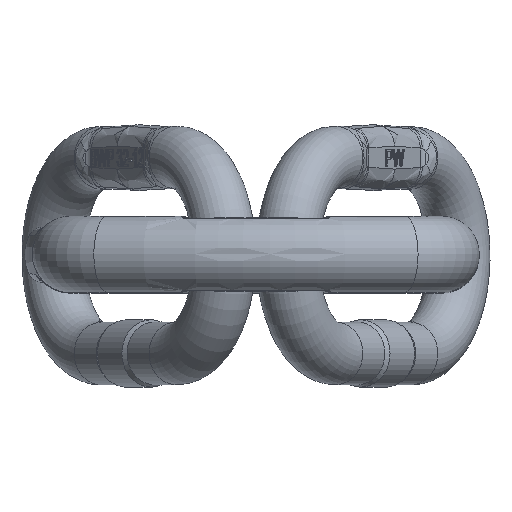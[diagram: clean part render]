
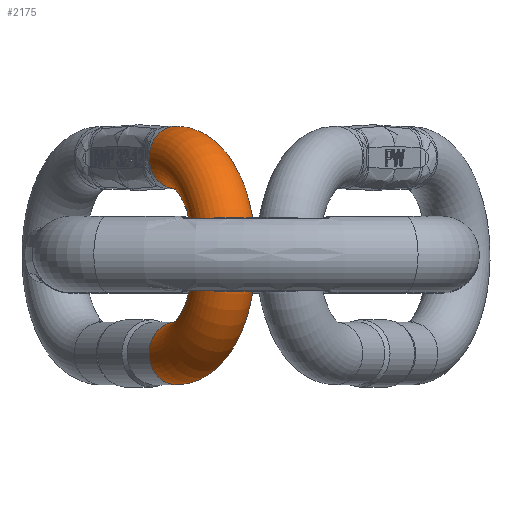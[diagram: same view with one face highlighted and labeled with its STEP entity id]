
A CAD part, top view. The second image highlights one B-rep face of the part: STEP entity #2175.
In plain terms, the highlighted toroidal (fillet/blend) face has major radius 51.5 mm and minor radius 16.5 mm.
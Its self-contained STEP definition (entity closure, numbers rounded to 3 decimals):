
#2175=ADVANCED_FACE('',(#3075,#3076),#2331,.T.);
#2331=TOROIDAL_SURFACE('',#7905,51.5,16.5);
#3075=FACE_BOUND('',#3435,.T.);
#3076=FACE_BOUND('',#3436,.T.);
#3435=EDGE_LOOP('',(#5135));
#3436=EDGE_LOOP('',(#5136));
#5135=ORIENTED_EDGE('',*,*,#7302,.F.);
#5136=ORIENTED_EDGE('',*,*,#7306,.T.);
#6340=VERTEX_POINT('',#15694);
#6344=VERTEX_POINT('',#15704);
#7302=EDGE_CURVE('',#6340,#6340,#7619,.T.);
#7306=EDGE_CURVE('',#6344,#6344,#7623,.T.);
#7619=CIRCLE('',#7896,16.5);
#7623=CIRCLE('',#7902,16.5);
#7896=AXIS2_PLACEMENT_3D('',#15693,#8921,#8922);
#7902=AXIS2_PLACEMENT_3D('',#15703,#8933,#8934);
#7905=AXIS2_PLACEMENT_3D('',#15707,#8939,#8940);
#8921=DIRECTION('',(0.,-1.,0.));
#8922=DIRECTION('',(1.,0.,0.));
#8933=DIRECTION('',(0.,1.,0.));
#8934=DIRECTION('',(-1.,0.,0.));
#8939=DIRECTION('',(0.,0.,-1.));
#8940=DIRECTION('',(-1.,0.,0.));
#15693=CARTESIAN_POINT('',(-51.5,40.,0.));
#15694=CARTESIAN_POINT('',(-35.,40.,0.));
#15703=CARTESIAN_POINT('',(51.5,40.,0.));
#15704=CARTESIAN_POINT('',(35.,40.,0.));
#15707=CARTESIAN_POINT('',(0.,40.,0.));
